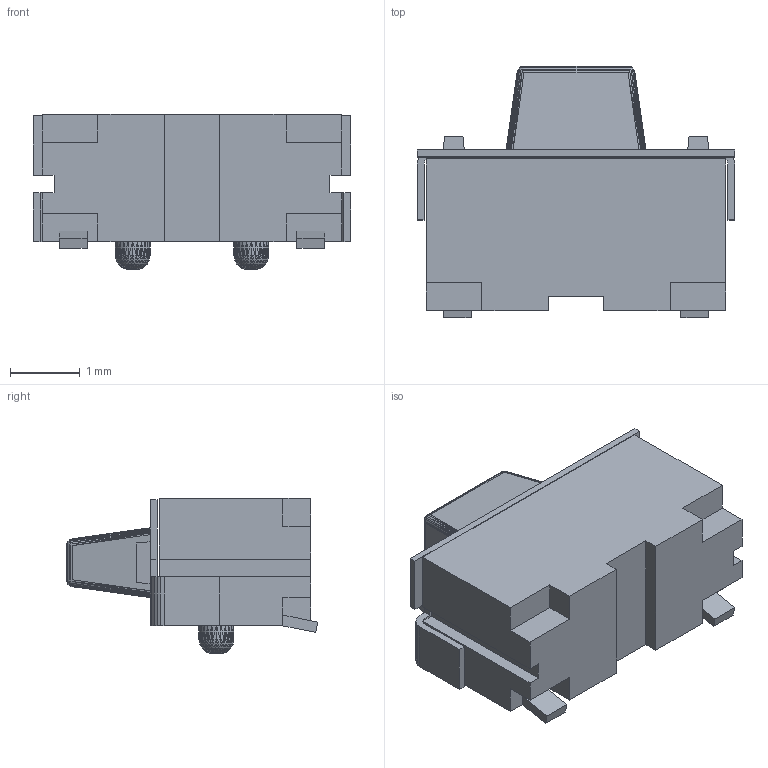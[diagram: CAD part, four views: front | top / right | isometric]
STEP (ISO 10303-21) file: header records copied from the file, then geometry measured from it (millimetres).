
FILE_DESCRIPTION(/* description */ (''),/* implementation_level */ '2;1');
FILE_NAME(/* name */ 'TS24CA.step',/* time_stamp */ '2024-02-29T21:23:36+01:00',/* author */ (''),/* organization */ (''),/* preprocessor_version */ 'ST-DEVELOPER v20',/* originating_system */ 'Autodesk Translation Framework v12.20.1.177',/* authorisation */ '');
FILE_SCHEMA (('AUTOMOTIVE_DESIGN { 1 0 10303 214 3 1 1 }'));
Length unit declared in the file: millimetre
Products named in the file (1): (Unsaved)
Bounding box: 4.55 x 3.6 x 2.22 mm (x, y, z)
Volume: 19 mm3; surface area: 71.9 mm2
Topology: 2 solids, 2 shells, 1514 faces, 2489 edges, 984 vertices
Faces by surface type: plane 1514
Entity records: 33057 total; most frequent: DIRECTION 5519, CARTESIAN_POINT 4988, ORIENTED_EDGE 4978, LINE 2489, VECTOR 2489, EDGE_CURVE 2489, EDGE_LOOP 1519, AXIS2_PLACEMENT_3D 1515
